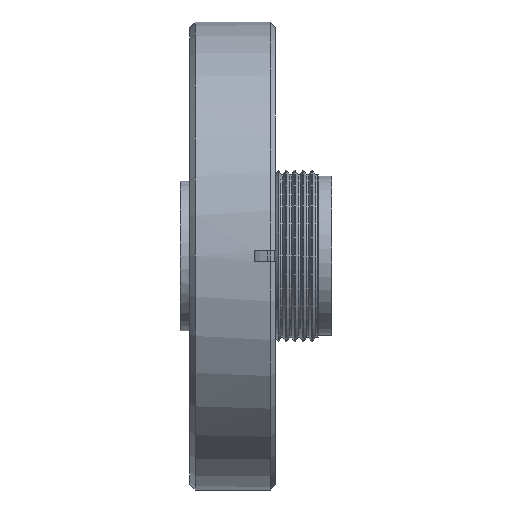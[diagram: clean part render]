
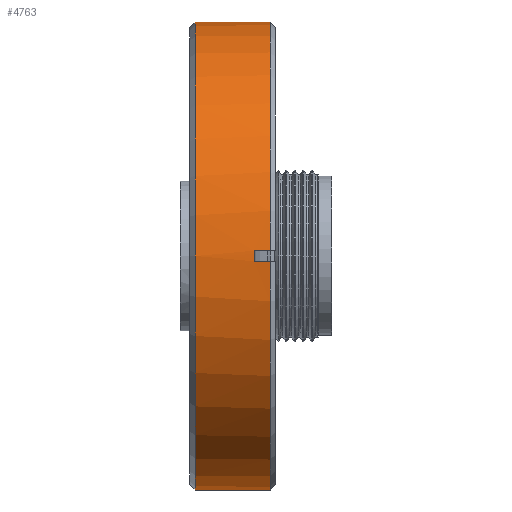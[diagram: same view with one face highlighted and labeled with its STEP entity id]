
A CAD part, left-side view. The second image highlights one B-rep face of the part: STEP entity #4763.
In plain terms, the highlighted cylindrical face has radius 34.671 mm (diameter 69.342 mm), a partial arc.
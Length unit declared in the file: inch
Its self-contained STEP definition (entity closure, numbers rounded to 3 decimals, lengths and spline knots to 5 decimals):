
#395 = CIRCLE ( 'NONE', #10966, 1.365 ) ;
#410 = VECTOR ( 'NONE', #2546, 39.37008 ) ;
#412 = LINE ( 'NONE', #2547, #410 ) ;
#419 = VECTOR ( 'NONE', #2556, 39.37008 ) ;
#423 = LINE ( 'NONE', #2558, #419 ) ;
#693 = CIRCLE ( 'NONE', #2206, 1.365 ) ;
#698 = CIRCLE ( 'NONE', #2250, 1.365 ) ;
#708 = VECTOR ( 'NONE', #4502, 39.37008 ) ;
#716 = LINE ( 'NONE', #4516, #708 ) ;
#730 = VECTOR ( 'NONE', #4559, 39.37008 ) ;
#738 = LINE ( 'NONE', #4555, #730 ) ;
#759 = CIRCLE ( 'NONE', #2257, 1.365 ) ;
#1316 = CYLINDRICAL_SURFACE ( 'NONE', #10683, 1.365 ) ;
#1320 = FACE_OUTER_BOUND ( 'NONE', #1822, .T. ) ;
#1822 = EDGE_LOOP ( 'NONE', ( #7115, #7116, #7117, #7120, #7123, #7124, #7125, #7126 ) ) ;
#2206 = AXIS2_PLACEMENT_3D ( 'NONE', #4435, #4434, #4433 ) ;
#2250 = AXIS2_PLACEMENT_3D ( 'NONE', #4462, #4461, #4456 ) ;
#2257 = AXIS2_PLACEMENT_3D ( 'NONE', #4595, #4594, #4593 ) ;
#2481 = DIRECTION ( 'NONE',  ( 0., 0., -1. ) ) ;
#2482 = DIRECTION ( 'NONE',  ( 0., 1., 0. ) ) ;
#2483 = CARTESIAN_POINT ( 'NONE',  ( 0., 0.031, 0. ) ) ;
#2546 = DIRECTION ( 'NONE',  ( 0., -1., 0. ) ) ;
#2547 = CARTESIAN_POINT ( 'NONE',  ( 0., -0.33462, -1.365 ) ) ;
#2556 = DIRECTION ( 'NONE',  ( 0., -1., 0. ) ) ;
#2558 = CARTESIAN_POINT ( 'NONE',  ( 0., -0.33462, 1.365 ) ) ;
#3631 = CARTESIAN_POINT ( 'NONE',  ( 0., -0.33462, 0. ) ) ;
#3632 = DIRECTION ( 'NONE',  ( 0., -1., 0. ) ) ;
#3637 = DIRECTION ( 'NONE',  ( 0., 0., -1. ) ) ;
#4433 = DIRECTION ( 'NONE',  ( 0., 0., -1. ) ) ;
#4434 = DIRECTION ( 'NONE',  ( 0., 1., 0. ) ) ;
#4435 = CARTESIAN_POINT ( 'NONE',  ( 0., 0.469, 0. ) ) ;
#4456 = DIRECTION ( 'NONE',  ( 0., 0., -1. ) ) ;
#4461 = DIRECTION ( 'NONE',  ( 0., 1., 0. ) ) ;
#4462 = CARTESIAN_POINT ( 'NONE',  ( 0., 0.031, 0. ) ) ;
#4502 = DIRECTION ( 'NONE',  ( 0., 1., 0. ) ) ;
#4516 = CARTESIAN_POINT ( 'NONE',  ( -1.36465, -0.33462, -0.031 ) ) ;
#4555 = CARTESIAN_POINT ( 'NONE',  ( -1.36465, -0.33462, 0.031 ) ) ;
#4559 = DIRECTION ( 'NONE',  ( 0., -1., 0. ) ) ;
#4593 = DIRECTION ( 'NONE',  ( 0., 0., -1. ) ) ;
#4594 = DIRECTION ( 'NONE',  ( 0., 1., 0. ) ) ;
#4595 = CARTESIAN_POINT ( 'NONE',  ( 0., 0.125, 0. ) ) ;
#4763 = ADVANCED_FACE ( 'NONE', ( #1320 ), #1316, .T. ) ;
#4909 = VERTEX_POINT ( 'NONE', #8520 ) ;
#5034 = VERTEX_POINT ( 'NONE', #8270 ) ;
#5037 = VERTEX_POINT ( 'NONE', #8269 ) ;
#5123 = VERTEX_POINT ( 'NONE', #9120 ) ;
#5223 = VERTEX_POINT ( 'NONE', #8969 ) ;
#6406 = VERTEX_POINT ( 'NONE', #8721 ) ;
#6433 = VERTEX_POINT ( 'NONE', #8688 ) ;
#6450 = VERTEX_POINT ( 'NONE', #8675 ) ;
#7115 = ORIENTED_EDGE ( 'NONE', *, *, #8060, .F. ) ;
#7116 = ORIENTED_EDGE ( 'NONE', *, *, #7809, .F. ) ;
#7117 = ORIENTED_EDGE ( 'NONE', *, *, #8066, .T. ) ;
#7120 = ORIENTED_EDGE ( 'NONE', *, *, #7804, .T. ) ;
#7123 = ORIENTED_EDGE ( 'NONE', *, *, #7793, .T. ) ;
#7124 = ORIENTED_EDGE ( 'NONE', *, *, #7766, .T. ) ;
#7125 = ORIENTED_EDGE ( 'NONE', *, *, #7781, .T. ) ;
#7126 = ORIENTED_EDGE ( 'NONE', *, *, #8077, .T. ) ;
#7766 = EDGE_CURVE ( 'NONE', #6406, #6433, #759, .T. ) ;
#7781 = EDGE_CURVE ( 'NONE', #6433, #5223, #738, .T. ) ;
#7793 = EDGE_CURVE ( 'NONE', #6450, #6406, #716, .T. ) ;
#7804 = EDGE_CURVE ( 'NONE', #4909, #6450, #698, .T. ) ;
#7809 = EDGE_CURVE ( 'NONE', #5123, #5034, #693, .T. ) ;
#8060 = EDGE_CURVE ( 'NONE', #5034, #5037, #423, .T. ) ;
#8066 = EDGE_CURVE ( 'NONE', #5123, #4909, #412, .T. ) ;
#8077 = EDGE_CURVE ( 'NONE', #5223, #5037, #395, .T. ) ;
#8269 = CARTESIAN_POINT ( 'NONE',  ( 0., 0.031, 1.365 ) ) ;
#8270 = CARTESIAN_POINT ( 'NONE',  ( 0., 0.469, 1.365 ) ) ;
#8520 = CARTESIAN_POINT ( 'NONE',  ( 0., 0.031, -1.365 ) ) ;
#8675 = CARTESIAN_POINT ( 'NONE',  ( -1.36465, 0.031, -0.031 ) ) ;
#8688 = CARTESIAN_POINT ( 'NONE',  ( -1.36465, 0.125, 0.031 ) ) ;
#8721 = CARTESIAN_POINT ( 'NONE',  ( -1.36465, 0.125, -0.031 ) ) ;
#8969 = CARTESIAN_POINT ( 'NONE',  ( -1.36465, 0.031, 0.031 ) ) ;
#9120 = CARTESIAN_POINT ( 'NONE',  ( 0., 0.469, -1.365 ) ) ;
#10683 = AXIS2_PLACEMENT_3D ( 'NONE', #3631, #3632, #3637 ) ;
#10966 = AXIS2_PLACEMENT_3D ( 'NONE', #2483, #2482, #2481 ) ;
